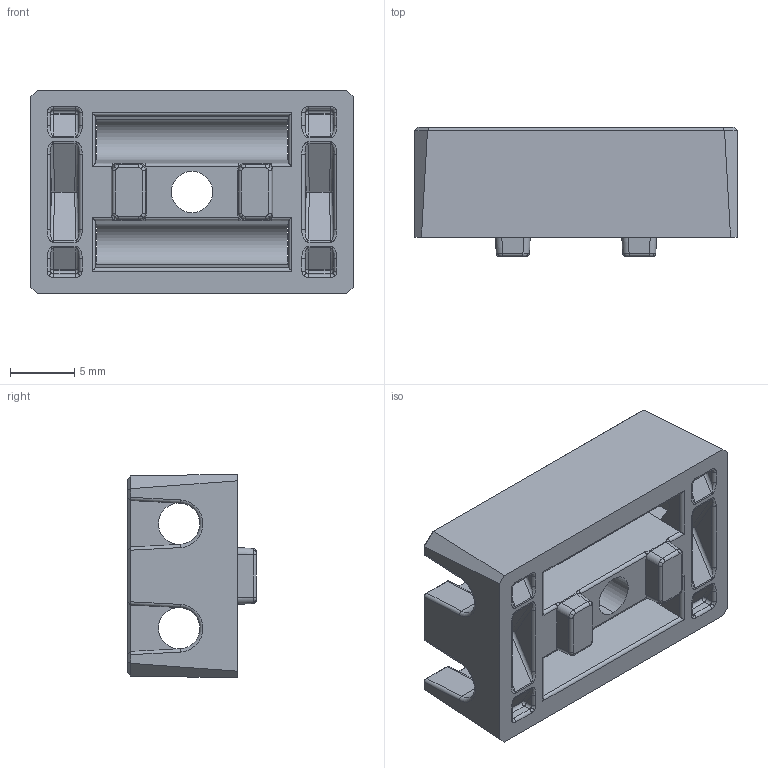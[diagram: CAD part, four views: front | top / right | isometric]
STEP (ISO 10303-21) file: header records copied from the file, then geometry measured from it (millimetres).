
FILE_DESCRIPTION (( 'STEP AP203' ), '1' );
FILE_NAME ('REV-41-1511.STEP', '2017-08-06T05:19:00', ( '' ), ( '' ), 'SwSTEP 2.0', 'SolidWorks 2016', '' );
FILE_SCHEMA (( 'CONFIG_CONTROL_DESIGN' ));
Length unit declared in the file: millimetre
Products named in the file (1): REV-41-1511
Bounding box: 25 x 10 x 15.8 mm (x, y, z)
Volume: 1864.6 mm3; surface area: 2350.8 mm2
Topology: 1 solids, 1 shells, 502 faces, 1286 edges, 772 vertices
Faces by surface type: plane 228, cylinder 152, bspline 84, sphere 20, torus 16, cone 2
Entity records: 16215 total; most frequent: CARTESIAN_POINT 4989, ORIENTED_EDGE 2524, DIRECTION 2116, EDGE_CURVE 1262, VERTEX_POINT 768, LINE 766, VECTOR 766, AXIS2_PLACEMENT_3D 675
